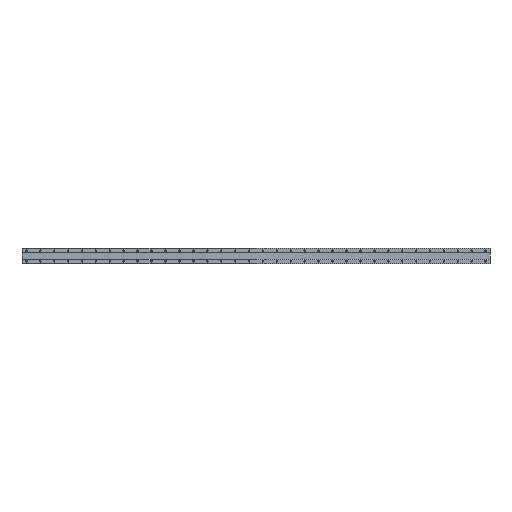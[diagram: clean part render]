
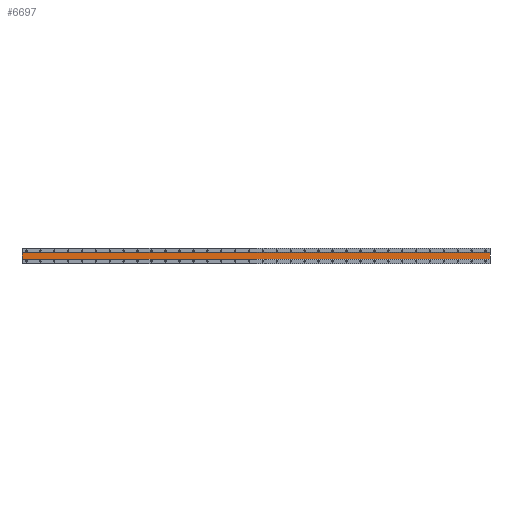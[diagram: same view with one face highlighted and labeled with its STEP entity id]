
A CAD part, front view. The second image highlights one B-rep face of the part: STEP entity #6697.
In plain terms, the highlighted planar face has unit normal (0, -1, 0).
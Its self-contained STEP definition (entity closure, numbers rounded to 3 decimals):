
#279 = ORIENTED_EDGE ( 'NONE', *, *, #2499, .F. ) ;
#374 = AXIS2_PLACEMENT_3D ( 'NONE', #10496, #6000, #8727 ) ;
#462 = EDGE_CURVE ( 'NONE', #5077, #5766, #7927, .T. ) ;
#693 = DIRECTION ( 'NONE',  ( 1., 0., 0. ) ) ;
#1843 = LINE ( 'NONE', #5400, #9779 ) ;
#1921 = VERTEX_POINT ( 'NONE', #11473 ) ;
#2215 = CARTESIAN_POINT ( 'NONE',  ( 2665., 1., 44.91 ) ) ;
#2499 = EDGE_CURVE ( 'NONE', #1921, #8929, #5921, .T. ) ;
#2651 = ORIENTED_EDGE ( 'NONE', *, *, #7355, .F. ) ;
#3562 = VECTOR ( 'NONE', #6832, 1000. ) ;
#3713 = CARTESIAN_POINT ( 'NONE',  ( -25., 1., 44.91 ) ) ;
#3751 = ORIENTED_EDGE ( 'NONE', *, *, #8909, .F. ) ;
#5077 = VERTEX_POINT ( 'NONE', #10203 ) ;
#5111 = FACE_OUTER_BOUND ( 'NONE', #8616, .T. ) ;
#5400 = CARTESIAN_POINT ( 'NONE',  ( 2665., 1., 20. ) ) ;
#5766 = VERTEX_POINT ( 'NONE', #9732 ) ;
#5921 = LINE ( 'NONE', #2215, #10170 ) ;
#6000 = DIRECTION ( 'NONE',  ( 0., 1., 0. ) ) ;
#6600 = DIRECTION ( 'NONE',  ( 0., 0., -1. ) ) ;
#6697 = ADVANCED_FACE ( 'NONE', ( #5111 ), #11391, .F. ) ;
#6832 = DIRECTION ( 'NONE',  ( -1., 0., 0. ) ) ;
#7355 = EDGE_CURVE ( 'NONE', #5077, #1921, #1843, .T. ) ;
#7927 = LINE ( 'NONE', #3713, #9102 ) ;
#7958 = ORIENTED_EDGE ( 'NONE', *, *, #462, .T. ) ;
#8616 = EDGE_LOOP ( 'NONE', ( #3751, #279, #2651, #7958 ) ) ;
#8727 = DIRECTION ( 'NONE',  ( 0., 0., 1. ) ) ;
#8909 = EDGE_CURVE ( 'NONE', #8929, #5766, #10265, .T. ) ;
#8929 = VERTEX_POINT ( 'NONE', #11152 ) ;
#9102 = VECTOR ( 'NONE', #6600, 1000. ) ;
#9732 = CARTESIAN_POINT ( 'NONE',  ( -25., 1., -20. ) ) ;
#9779 = VECTOR ( 'NONE', #693, 1000. ) ;
#10170 = VECTOR ( 'NONE', #10434, 1000. ) ;
#10203 = CARTESIAN_POINT ( 'NONE',  ( -25., 1., 20. ) ) ;
#10265 = LINE ( 'NONE', #11264, #3562 ) ;
#10434 = DIRECTION ( 'NONE',  ( 0., 0., -1. ) ) ;
#10496 = CARTESIAN_POINT ( 'NONE',  ( 2665., 1., 20. ) ) ;
#11152 = CARTESIAN_POINT ( 'NONE',  ( 2665., 1., -20. ) ) ;
#11264 = CARTESIAN_POINT ( 'NONE',  ( 2665., 1., -20. ) ) ;
#11391 = PLANE ( 'NONE',  #374 ) ;
#11473 = CARTESIAN_POINT ( 'NONE',  ( 2665., 1., 20. ) ) ;
